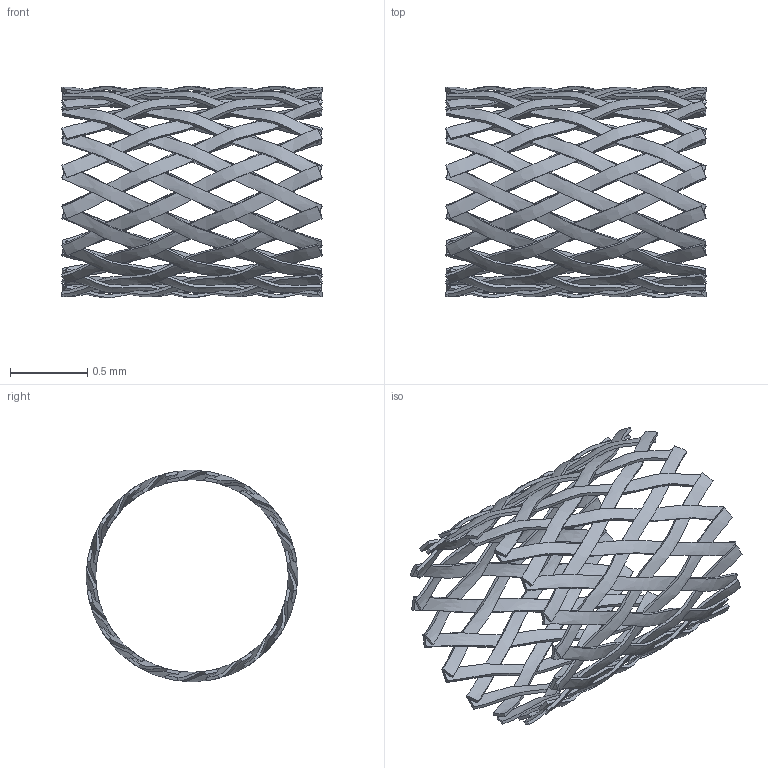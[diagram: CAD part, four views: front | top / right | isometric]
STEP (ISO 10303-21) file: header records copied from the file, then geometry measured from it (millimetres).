
FILE_DESCRIPTION(('FreeCAD Model'),'2;1');
FILE_NAME('Open CASCADE Shape Model','2025-04-29T15:59:57',('FreeCAD'),( 'FreeCAD'),'Open CASCADE STEP processor 7.6','FreeCAD','Unknown');
FILE_SCHEMA(('AUTOMOTIVE_DESIGN { 1 0 10303 214 1 1 1 1 }'));
Products named in the file (1): Open CASCADE STEP translator 7.6 1
Bounding box: 1.69 x 1.37 x 1.37 mm (x, y, z)
Volume: 0.1 mm3; surface area: 12.6 mm2
Topology: 1 solids, 1 shells, 192 faces, 1536 edges, 1024 vertices
Faces by surface type: bspline 192
Entity records: 41042 total; most frequent: CARTESIAN_POINT 33089, ORIENTED_EDGE 3072, EDGE_CURVE 1536, B_SPLINE_CURVE_WITH_KNOTS 1536, VERTEX_POINT 1024, ADVANCED_FACE 192, FACE_BOUND 192, EDGE_LOOP 192
